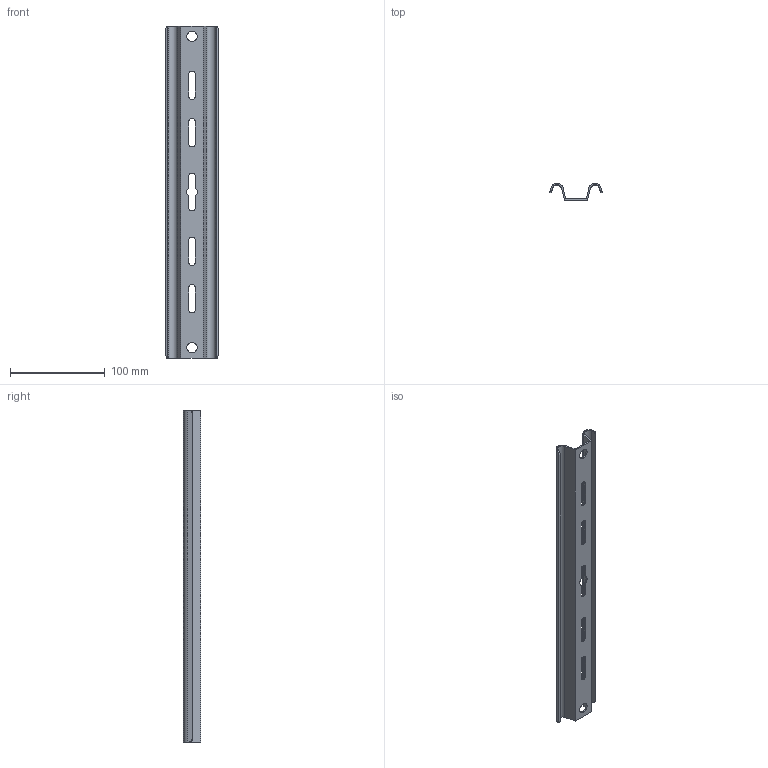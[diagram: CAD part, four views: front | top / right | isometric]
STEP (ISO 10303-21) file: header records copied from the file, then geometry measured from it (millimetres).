
FILE_DESCRIPTION (( 'STEP AP203' ), '1' );
FILE_NAME ('CLWR10-VH-300_Äåðæàòåëü ãîðèçîíòàëüíûé VH300 RAL.STEP', '2016-04-12T09:27:43', ( '' ), ( '' ), 'SwSTEP 2.0', 'SolidWorks 2014', '' );
FILE_SCHEMA (( 'CONFIG_CONTROL_DESIGN' ));
Length unit declared in the file: millimetre
Products named in the file (1): CLWR10-VH-300_Äåðæàòåëü ãîðèçîíòàëüíûé VH300 RAL
Bounding box: 55 x 17.98 x 350 mm (x, y, z)
Volume: 43767.8 mm3; surface area: 60306.5 mm2
Topology: 1 solids, 1 shells, 48 faces, 140 edges, 94 vertices
Faces by surface type: plane 26, cylinder 22
Full cylindrical faces by diameter (mm): 11 x2
Entity records: 1681 total; most frequent: DIRECTION 278, CARTESIAN_POINT 277, ORIENTED_EDGE 272, EDGE_CURVE 136, AXIS2_PLACEMENT_3D 93, VERTEX_POINT 92, LINE 92, VECTOR 92
